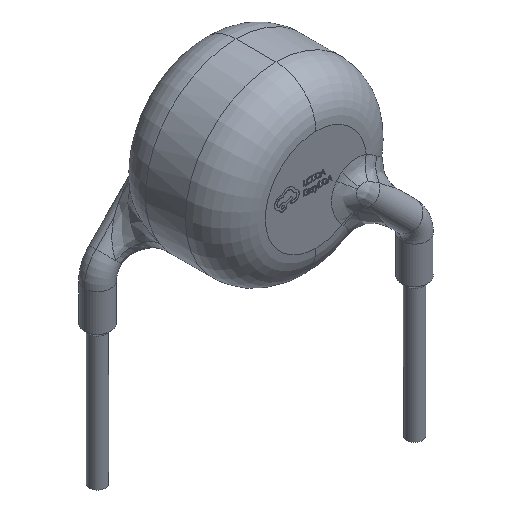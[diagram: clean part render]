
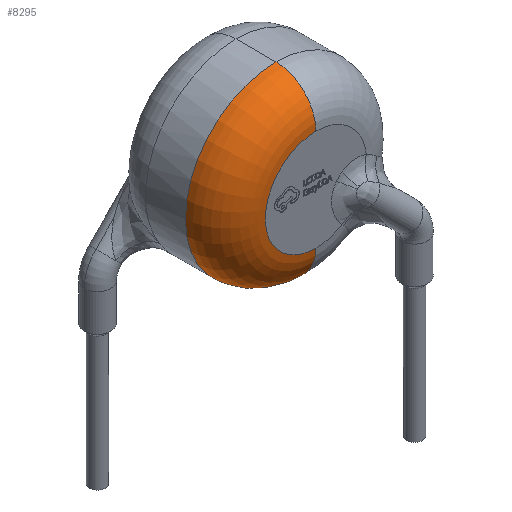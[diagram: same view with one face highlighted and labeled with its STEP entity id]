
A CAD part, isometric view. The second image highlights one B-rep face of the part: STEP entity #8295.
In plain terms, the highlighted toroidal (fillet/blend) face has major radius 1.9 mm and minor radius 1.5 mm.
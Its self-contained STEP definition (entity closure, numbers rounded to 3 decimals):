
#91 = AXIS2_PLACEMENT_3D ( 'NONE', #13361, #5946, #1669 ) ;
#396 = DIRECTION ( 'NONE',  ( 0., 0., 1. ) ) ;
#463 = DIRECTION ( 'NONE',  ( 0., 1., 0. ) ) ;
#931 = CARTESIAN_POINT ( 'NONE',  ( 0., -0.75, 5.3 ) ) ;
#1015 = DIRECTION ( 'NONE',  ( -1., 0., 0. ) ) ;
#1117 = ORIENTED_EDGE ( 'NONE', *, *, #6923, .F. ) ;
#1669 = DIRECTION ( 'NONE',  ( 0., 0., -1. ) ) ;
#1910 = VERTEX_POINT ( 'NONE', #12717 ) ;
#2812 = CARTESIAN_POINT ( 'NONE',  ( 0., -0.75, 6.8 ) ) ;
#2835 = FACE_OUTER_BOUND ( 'NONE', #11500, .T. ) ;
#3064 = ORIENTED_EDGE ( 'NONE', *, *, #3670, .F. ) ;
#3379 = CARTESIAN_POINT ( 'NONE',  ( 0., -0.75, 3.4 ) ) ;
#3670 = EDGE_CURVE ( 'NONE', #11241, #9187, #5788, .T. ) ;
#3672 = DIRECTION ( 'NONE',  ( 0., -1., 0. ) ) ;
#3859 = TOROIDAL_SURFACE ( 'NONE', #10157, 1.9, 1.5 ) ;
#4707 = CARTESIAN_POINT ( 'NONE',  ( 0., -0.75, 3.4 ) ) ;
#5788 = CIRCLE ( 'NONE', #91, 1.5 ) ;
#5946 = DIRECTION ( 'NONE',  ( 1., 0., 0. ) ) ;
#6197 = DIRECTION ( 'NONE',  ( 0., 0., 1. ) ) ;
#6260 = AXIS2_PLACEMENT_3D ( 'NONE', #931, #1015, #6197 ) ;
#6592 = CARTESIAN_POINT ( 'NONE',  ( 0., -0.75, 0. ) ) ;
#6923 = EDGE_CURVE ( 'NONE', #9187, #7400, #13380, .T. ) ;
#7203 = CIRCLE ( 'NONE', #11922, 1.9 ) ;
#7244 = CARTESIAN_POINT ( 'NONE',  ( 0., -2.25, 1.5 ) ) ;
#7400 = VERTEX_POINT ( 'NONE', #2812 ) ;
#7510 = EDGE_CURVE ( 'NONE', #1910, #11241, #7203, .T. ) ;
#8295 = ADVANCED_FACE ( 'NONE', ( #2835 ), #3859, .T. ) ;
#8923 = CIRCLE ( 'NONE', #6260, 1.5 ) ;
#9187 = VERTEX_POINT ( 'NONE', #6592 ) ;
#9484 = ORIENTED_EDGE ( 'NONE', *, *, #13309, .T. ) ;
#10157 = AXIS2_PLACEMENT_3D ( 'NONE', #3379, #11790, #13890 ) ;
#11124 = AXIS2_PLACEMENT_3D ( 'NONE', #4707, #463, #396 ) ;
#11199 = CARTESIAN_POINT ( 'NONE',  ( 0., -2.25, 3.4 ) ) ;
#11241 = VERTEX_POINT ( 'NONE', #7244 ) ;
#11500 = EDGE_LOOP ( 'NONE', ( #3064, #11700, #9484, #1117 ) ) ;
#11700 = ORIENTED_EDGE ( 'NONE', *, *, #7510, .F. ) ;
#11790 = DIRECTION ( 'NONE',  ( 0., 1., 0. ) ) ;
#11922 = AXIS2_PLACEMENT_3D ( 'NONE', #11199, #3672, #13455 ) ;
#12717 = CARTESIAN_POINT ( 'NONE',  ( 0., -2.25, 5.3 ) ) ;
#13309 = EDGE_CURVE ( 'NONE', #1910, #7400, #8923, .T. ) ;
#13361 = CARTESIAN_POINT ( 'NONE',  ( 0., -0.75, 1.5 ) ) ;
#13380 = CIRCLE ( 'NONE', #11124, 3.4 ) ;
#13455 = DIRECTION ( 'NONE',  ( 0., 0., 1. ) ) ;
#13890 = DIRECTION ( 'NONE',  ( 0., 0., 1. ) ) ;
